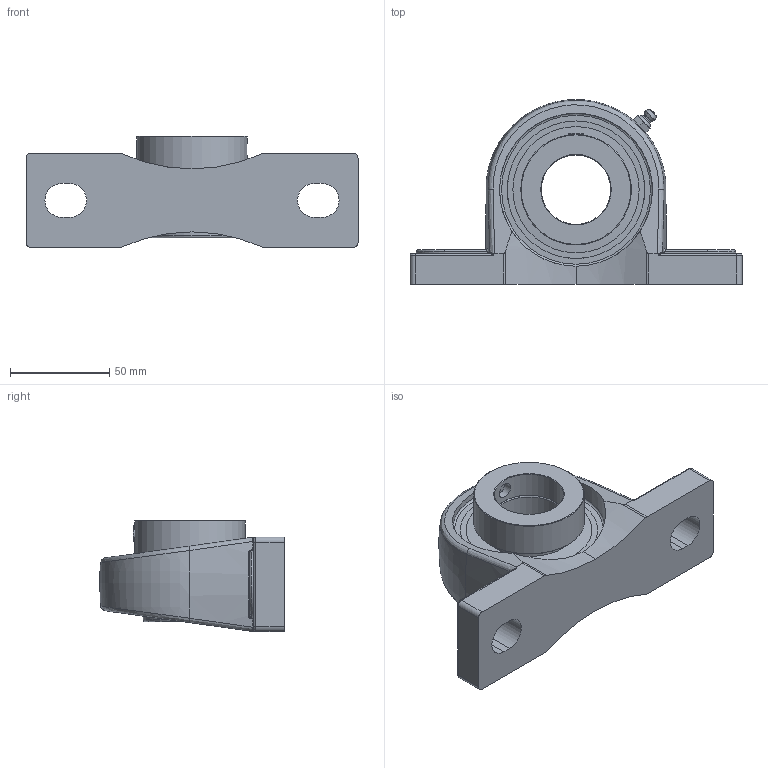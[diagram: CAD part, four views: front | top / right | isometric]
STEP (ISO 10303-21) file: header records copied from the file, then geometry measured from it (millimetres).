
FILE_DESCRIPTION(('HOOPS Exchange Step'),'2;1');
FILE_NAME('export-AC72B60B-4A99-4201-B0C4-D1B0CC8D280A.stp','2019-12-13T13:55:57-08:00',('ibuslach'),('Alibre'),'HOOPS Exchange 2019.2','Alibre','Unknown authorisation');
FILE_SCHEMA( ('AP242_MANAGED_MODEL_BASED_3D_ENGINEERING_MIM_LF {1 0 10303 442 1 1 4 }') );
Length unit declared in the file: centimetre
Products named in the file (8): MRN SP 207; UCP ZERK 6mm; SHC 207-22 RACE; SHC 207-22 SHIELD; SHC 207-22 COLLAR; SHC 207 SS; MRN SHC 207-22; MRN SHCP 207-22
Assembly tree (7 placements, depth 3):
  MRN SHCP 207-22
    MRN SP 207
    UCP ZERK 6mm
    MRN SHC 207-22
      SHC 207-22 RACE
      SHC 207-22 SHIELD
      SHC 207-22 COLLAR
      SHC 207 SS
Bounding box: 167 x 93 x 55.91 mm (x, y, z)
Volume: 243926.2 mm3; surface area: 79028.4 mm2
Topology: 19 solids, 19 shells, 226 faces, 593 edges, 379 vertices
Faces by surface type: cylinder 74, plane 61, torus 29, bspline 22, sphere 20, cone 20
Full cylindrical faces by diameter (mm): 1.755 x2, 6 x2, 7.925 x1, 7.938 x2, 34.925 x2, 44.196 x2, 46.736 x4, 47.752 x2, 55.6 x1, 62.484 x2, 63.5 x4, 76.912 x2
Entity records: 15880 total; most frequent: CARTESIAN_POINT 10220, DIRECTION 1173, ORIENTED_EDGE 1124, EDGE_CURVE 562, AXIS2_PLACEMENT_3D 495, VERTEX_POINT 379, EDGE_LOOP 255, FACE_BOUND 255
